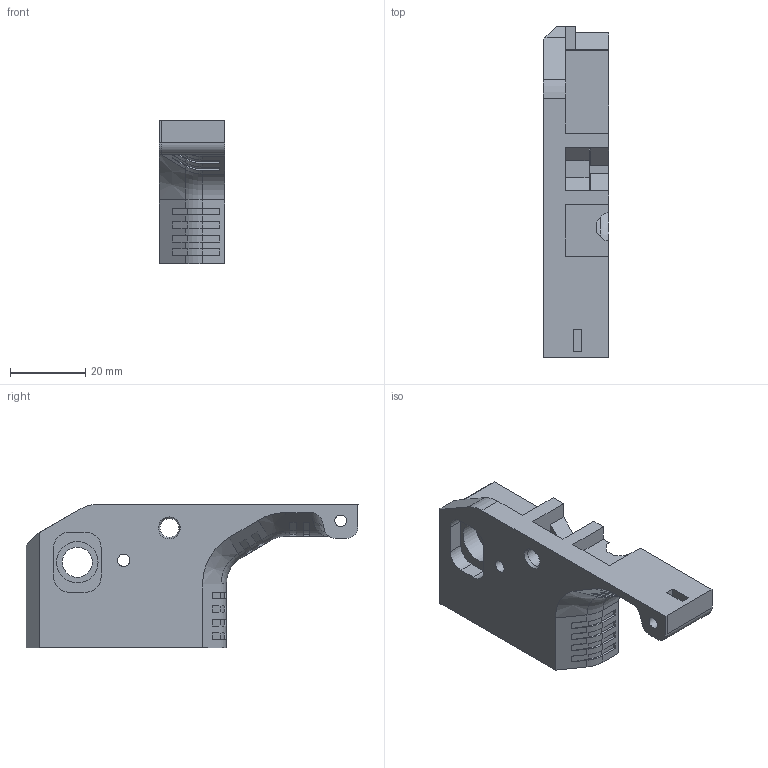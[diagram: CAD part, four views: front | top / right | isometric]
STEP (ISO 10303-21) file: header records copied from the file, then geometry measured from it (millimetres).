
FILE_DESCRIPTION(/* description */ (''),/* implementation_level */ '2;1');
FILE_NAME(/* name */ '24.1-magwell-right-flat.step',/* time_stamp */ '2022-04-06T21:24:34+01:00',/* author */ (''),/* organization */ (''),/* preprocessor_version */ 'ST-DEVELOPER v18.1',/* originating_system */ 'Autodesk Translation Framework v10.13.0.1454',/* authorisation */ '');
FILE_SCHEMA (('AUTOMOTIVE_DESIGN { 1 0 10303 214 3 1 1 }'));
Length unit declared in the file: millimetre
Products named in the file (1): 24.1-magwell-right-flat
Bounding box: 17.5 x 88.2 x 38.13 mm (x, y, z)
Volume: 23681.2 mm3; surface area: 11507.6 mm2
Topology: 1 solids, 6 shells, 478 faces, 1239 edges, 820 vertices
Faces by surface type: plane 404, cylinder 58, bspline 11, cone 3, torus 2
Full cylindrical faces by diameter (mm): 3 x5, 3.1 x2, 3.3 x2, 5.05 x1, 5.5 x1, 7.45 x1, 8 x1, 11 x1
Entity records: 14884 total; most frequent: CARTESIAN_POINT 3095, ORIENTED_EDGE 2478, DIRECTION 2262, EDGE_CURVE 1239, LINE 1076, VECTOR 1076, VERTEX_POINT 820, AXIS2_PLACEMENT_3D 593
